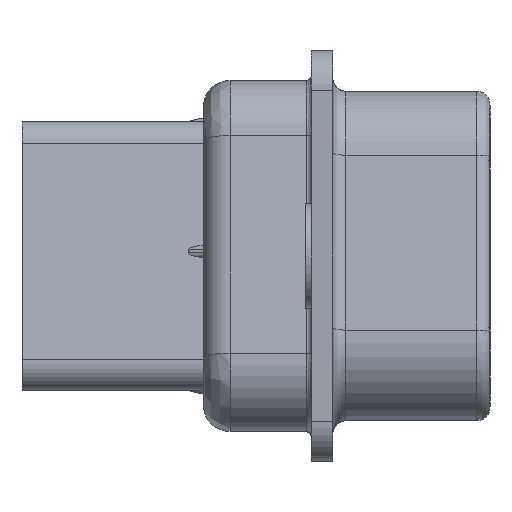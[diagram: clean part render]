
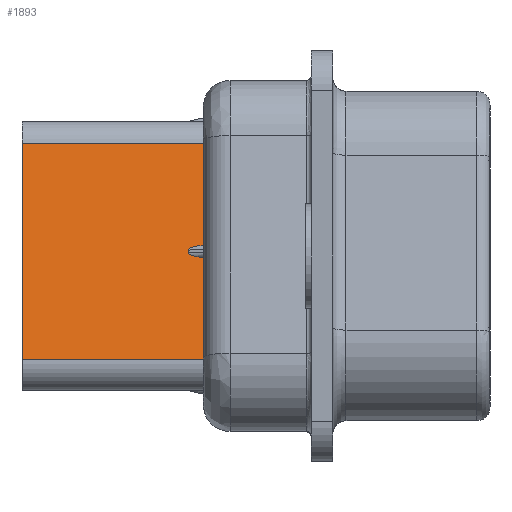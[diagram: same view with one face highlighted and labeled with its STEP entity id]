
A CAD part, left-side view. The second image highlights one B-rep face of the part: STEP entity #1893.
In plain terms, the highlighted planar face has unit normal (-0.985, 0, 0.174).
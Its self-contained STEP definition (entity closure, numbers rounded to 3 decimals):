
#1787=ELLIPSE('',#16555,0.902,0.2);
#1788=ELLIPSE('',#16556,0.902,0.2);
#1893=ADVANCED_FACE('',(#3375),#2802,.T.);
#2802=PLANE('',#16557);
#3375=FACE_OUTER_BOUND('',#4355,.T.);
#4355=EDGE_LOOP('',(#5872,#5873,#5874,#5875,#5876,#5877,#5878,#5879,#5880,
#5881));
#5872=ORIENTED_EDGE('',*,*,#11678,.F.);
#5873=ORIENTED_EDGE('',*,*,#11679,.T.);
#5874=ORIENTED_EDGE('',*,*,#11680,.F.);
#5875=ORIENTED_EDGE('',*,*,#11681,.T.);
#5876=ORIENTED_EDGE('',*,*,#11682,.F.);
#5877=ORIENTED_EDGE('',*,*,#11508,.F.);
#5878=ORIENTED_EDGE('',*,*,#11677,.T.);
#5879=ORIENTED_EDGE('',*,*,#11668,.T.);
#5880=ORIENTED_EDGE('',*,*,#11683,.T.);
#5881=ORIENTED_EDGE('',*,*,#11546,.F.);
#9957=VERTEX_POINT('',#22107);
#9958=VERTEX_POINT('',#22109);
#9984=VERTEX_POINT('',#22190);
#9985=VERTEX_POINT('',#22192);
#10094=VERTEX_POINT('',#22489);
#10095=VERTEX_POINT('',#22491);
#10100=VERTEX_POINT('',#22511);
#10101=VERTEX_POINT('',#22513);
#10102=VERTEX_POINT('',#22515);
#10103=VERTEX_POINT('',#22517);
#11508=EDGE_CURVE('',#9957,#9958,#13670,.T.);
#11546=EDGE_CURVE('',#9984,#9985,#13696,.T.);
#11668=EDGE_CURVE('',#10095,#10094,#13705,.T.);
#11677=EDGE_CURVE('',#9957,#10095,#13711,.T.);
#11678=EDGE_CURVE('',#10100,#9984,#13712,.T.);
#11679=EDGE_CURVE('',#10100,#10101,#1787,.T.);
#11680=EDGE_CURVE('',#10102,#10101,#13713,.T.);
#11681=EDGE_CURVE('',#10102,#10103,#1788,.T.);
#11682=EDGE_CURVE('',#9958,#10103,#13714,.T.);
#11683=EDGE_CURVE('',#10094,#9985,#13715,.T.);
#13670=LINE('',#22108,#15015);
#13696=LINE('',#22191,#15041);
#13705=LINE('',#22490,#15050);
#13711=LINE('',#22508,#15056);
#13712=LINE('',#22510,#15057);
#13713=LINE('',#22514,#15058);
#13714=LINE('',#22518,#15059);
#13715=LINE('',#22519,#15060);
#15015=VECTOR('',#17865,1.);
#15041=VECTOR('',#17923,1.);
#15050=VECTOR('',#18264,1.);
#15056=VECTOR('',#18284,1.);
#15057=VECTOR('',#18287,1.);
#15058=VECTOR('',#18290,1.);
#15059=VECTOR('',#18293,1.);
#15060=VECTOR('',#18294,1.);
#16555=AXIS2_PLACEMENT_3D('',#22512,#18288,#18289);
#16556=AXIS2_PLACEMENT_3D('',#22516,#18291,#18292);
#16557=AXIS2_PLACEMENT_3D('',#22520,#18295,#18296);
#17865=DIRECTION('',(-0.174,0.,-0.985));
#17923=DIRECTION('',(-0.174,0.,-0.985));
#18264=DIRECTION('',(-0.174,0.,-0.985));
#18284=DIRECTION('',(0.,1.,0.));
#18287=DIRECTION('',(0.,-1.,0.));
#18288=DIRECTION('',(0.985,0.,-0.174));
#18289=DIRECTION('',(0.,-1.,0.));
#18290=DIRECTION('',(-0.174,0.,-0.985));
#18291=DIRECTION('',(0.985,0.,-0.174));
#18292=DIRECTION('',(0.,1.,0.));
#18293=DIRECTION('',(0.,1.,0.));
#18294=DIRECTION('',(0.,-1.,0.));
#18295=DIRECTION('',(-0.985,0.,0.174));
#18296=DIRECTION('',(0.174,0.,0.985));
#22107=CARTESIAN_POINT('',(-57.857,4.02,-3.476));
#22108=CARTESIAN_POINT('',(-57.857,4.02,-3.476));
#22109=CARTESIAN_POINT('',(-58.527,4.02,-7.28));
#22190=CARTESIAN_POINT('',(-58.614,4.02,-7.773));
#22191=CARTESIAN_POINT('',(-57.857,4.02,-3.476));
#22192=CARTESIAN_POINT('',(-59.285,4.02,-11.576));
#22489=CARTESIAN_POINT('',(-59.285,11.25,-11.576));
#22490=CARTESIAN_POINT('',(-57.857,11.25,-3.476));
#22491=CARTESIAN_POINT('',(-57.857,11.25,-3.476));
#22508=CARTESIAN_POINT('',(-57.857,4.02,-3.476));
#22510=CARTESIAN_POINT('',(-58.614,5.02,-7.773));
#22511=CARTESIAN_POINT('',(-58.614,4.118,-7.773));
#22512=CARTESIAN_POINT('',(-58.579,4.118,-7.576));
#22513=CARTESIAN_POINT('',(-58.579,5.02,-7.576));
#22514=CARTESIAN_POINT('',(-58.527,5.02,-7.28));
#22515=CARTESIAN_POINT('',(-58.562,5.02,-7.477));
#22516=CARTESIAN_POINT('',(-58.562,4.118,-7.477));
#22517=CARTESIAN_POINT('',(-58.527,4.118,-7.28));
#22518=CARTESIAN_POINT('',(-58.527,3.82,-7.28));
#22519=CARTESIAN_POINT('',(-59.285,11.25,-11.576));
#22520=CARTESIAN_POINT('',(-59.285,4.02,-11.576));
